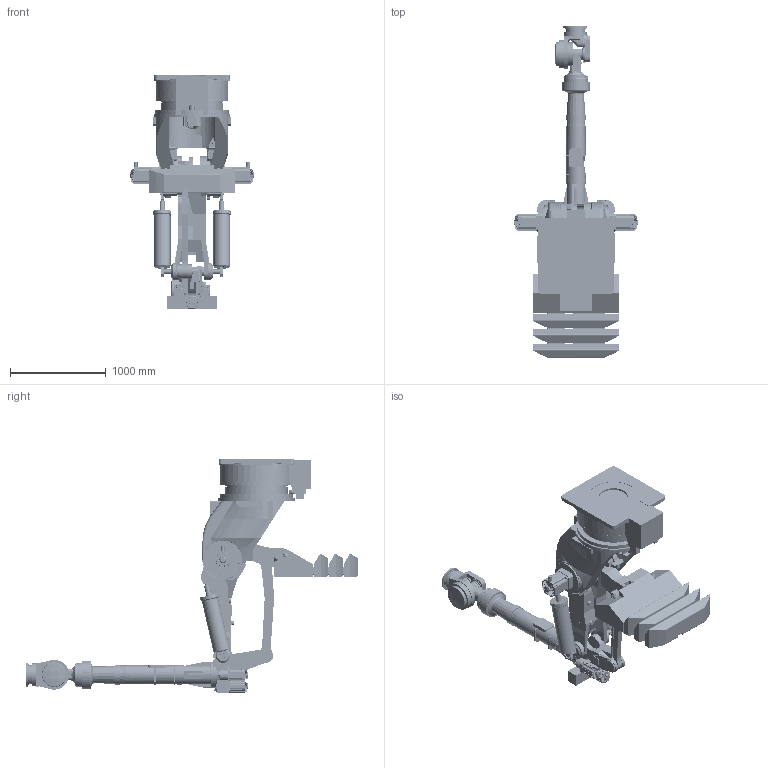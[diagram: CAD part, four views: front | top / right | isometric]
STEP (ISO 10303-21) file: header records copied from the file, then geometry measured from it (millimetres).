
FILE_DESCRIPTION (( 'STEP AP214' ), '1' );
FILE_NAME ('HX500S(駍).STEP', '2018-06-14T00:25:40', ( 'Windows 餌辨濠' ), ( 'HRDG' ), 'SwSTEP 2.0', 'SolidWorks 2017', '' );
FILE_SCHEMA (( 'AUTOMOTIVE_DESIGN' ));
Length unit declared in the file: millimetre
Products named in the file (69): [HX500] W1-004_01(SG_cover); HX500S_R2 R1 B MOTOR; HX500S_BS assy; HX500S_A2 FRAME; [HX500] R1 Reducer ASSY_00; HX500S_ARM FRAME; HX500S_COLLAR; HX500S_S1 ASSY; [HX500] Mechanical Interface_00; HX500S_HINGE ASSY; HX500S_Pressure Plate; HX500S_SHIM; [HX500] R1 馬樓晦(RV-160N-81); HX500S_C WEIGHT-400; HX500S_BS JOINT; HX500S_BEARING REBOUND(TOP); [HX500] R1 Output Shaft ASSY2_00; HX500S_c weight; HX500S_BS Pressure Plate; HX500S_S1 STOPPER; ZM15-SP; HX500S_HINGE; HX500S_BS Rod; HX500S_S1 BEARING CASE; [HX500] W1-037_SHIM COLLAR(5)_00; HX500S_A2 LARM ASSY; HX500S_BS TUBE; HX500S_BASE BODY; [HX500] W1-130_BEARING COLLAR_00; HX500S_BS shaft(3); HX500S_A2 LINK ASSY; SB M6_16_腊阿圈嘿捞杭飘; HX500S_BS shaft(2); A2-068-VLINKSHAFTHOLDER_晦獄 撲薑; HX500S(駍); HR30204J; HX500S_U ARM COVER(2); A2-069-VLINKSHAFT_晦獄 撲薑; [HX500] W1-033_00(SHIM); HX500S_CENTER SHAFT ...
Assembly tree (115 placements, depth 5):
  HX500S(駍)
    HX500S_S1 ASSY
      HX500S_BASE BODY
      HX500S_S1 BEARING CASE
      HX500S_S1 STOPPER
      HX500S_BEARING REBOUND(TOP)
      HX500S_SHIM  x24
    HX500S_A2 FRAME ASSY
      HX500S_A2 FRAME
      HX500S_BS SHAFT  x2
      HX500S_H V Reducer  x2
      HX500S_S H V MOTOR  x3
      HX500S_MOTOR BASE  x2
    HX500S_A2 LARM ASSY
      HX500S_LARM
      HX500S_STOPPER
      HX500S_STOPPER(2)
      HX500S_U ARM COVER  x2
      HX500S_CENTER SHAFT
      HX500S_U ARM COVER(2)  x4
      HX500S_BS shaft(2)
      HX500S_BS shaft(3)
    HX500S_HINGE ASSY
      HX500S_HINGE
      HX500S_c weight
      HX500S_STOPPER  x2
      HX500S_C WEIGHT-400  x3
    HX500S_A1 ASSY
      HX500S_ARM FRAME
      HX500S_R2 Motor Assy
        HX500S_R2 R1 B MOTOR
      HX500S_B Motor Assy
        HX500S_R2 R1 B MOTOR
      HX500S_R1 Motor Assy
        HX500S_R2 R1 B MOTOR
      HX500S_ARM PIPE
      HX500S_R2 REDUCER
    HX500S_A2 LINK ASSY
      A2-010-VLINK_晦獄 撲薑
      A2-061-VLINKSHAFTHOLDER_晦獄 撲薑
      FU12SS_晦獄 撲薑
      A2-069-VLINKSHAFT_晦獄 撲薑
      A2-068-VLINKSHAFTHOLDER_晦獄 撲薑
    HX500S_BS assy  x2
      HX500S_BS TUBE
      HX500S_BS Rod
      HX500S_BS Pressure Plate
      HX500S_BS JOINT
      HX500S_Pressure Plate
      HX500S_COLLAR
    HX500S_W1 ASSY
      HX500S_R2 Output ASSY
        [HX500] W1-001-00(Wrist body)
        [HX500] B Reducer ASSY_00
          [HX500] B 馬樓晦(RV-320N-144.52)
        [HX500] W1-003-02(B-Reducer Cover)
      HX500S_B Output ASSY
        [HX500] W1-002_06(Wrist Holder)
        [HX500] R1 Output Shaft ASSY2_00
          [HX500] W1-044_00
Bounding box: 1285 x 3463 x 2439.5 mm (x, y, z)
Volume: 628498994.4 mm3; surface area: 27563287.2 mm2
Topology: 111 solids, 116 shells, 8704 faces, 21644 edges, 13551 vertices
Faces by surface type: cylinder 3516, plane 3450, bspline 1153, cone 569, torus 16
Entity records: 202685 total; most frequent: CARTESIAN_POINT 89038, ORIENTED_EDGE 23336, DIRECTION 22967, EDGE_CURVE 11684, AXIS2_PLACEMENT_3D 8491, VERTEX_POINT 7463, LINE 5985, VECTOR 5985
